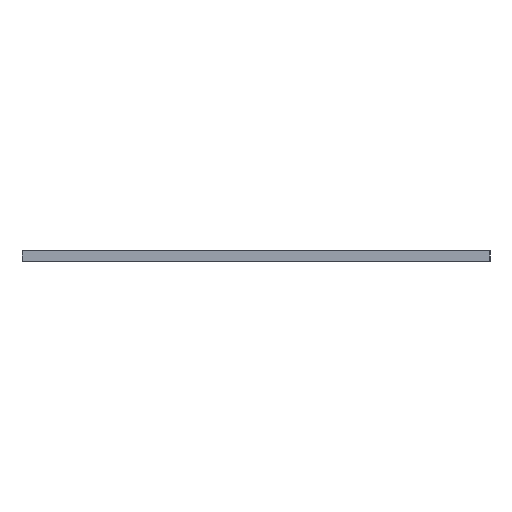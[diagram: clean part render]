
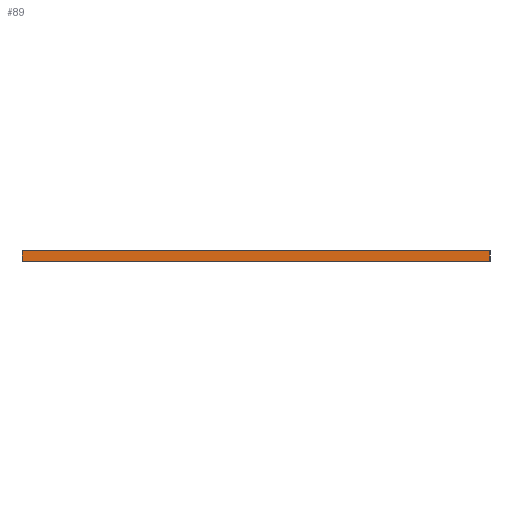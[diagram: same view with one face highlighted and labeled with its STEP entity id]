
A CAD part, left-side view. The second image highlights one B-rep face of the part: STEP entity #89.
In plain terms, the highlighted planar face has unit normal (-1, 0, 0).
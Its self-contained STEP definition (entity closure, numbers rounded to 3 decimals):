
#89 = ADVANCED_FACE( '', ( #230 ), #231, .F. );
#230 = FACE_OUTER_BOUND( '', #451, .T. );
#231 = PLANE( '', #452 );
#451 = EDGE_LOOP( '', ( #849, #850, #851, #852 ) );
#452 = AXIS2_PLACEMENT_3D( '', #853, #854, #855 );
#849 = ORIENTED_EDGE( '', *, *, #1334, .T. );
#850 = ORIENTED_EDGE( '', *, *, #1503, .F. );
#851 = ORIENTED_EDGE( '', *, *, #1419, .F. );
#852 = ORIENTED_EDGE( '', *, *, #1504, .T. );
#853 = CARTESIAN_POINT( '', ( -65., 45., 0. ) );
#854 = DIRECTION( '', ( 1., 0., 0. ) );
#855 = DIRECTION( '', ( 0., 1., 0. ) );
#1334 = EDGE_CURVE( '', #1576, #1577, #1578, .T. );
#1419 = EDGE_CURVE( '', #1743, #1744, #1745, .T. );
#1503 = EDGE_CURVE( '', #1744, #1577, #1903, .T. );
#1504 = EDGE_CURVE( '', #1743, #1576, #1904, .T. );
#1576 = VERTEX_POINT( '', #1978 );
#1577 = VERTEX_POINT( '', #1979 );
#1578 = LINE( '', #1980, #1981 );
#1743 = VERTEX_POINT( '', #2189 );
#1744 = VERTEX_POINT( '', #2190 );
#1745 = LINE( '', #2191, #2192 );
#1903 = LINE( '', #2394, #2395 );
#1904 = LINE( '', #2396, #2397 );
#1978 = CARTESIAN_POINT( '', ( -65., 45., -2. ) );
#1979 = CARTESIAN_POINT( '', ( -65., -45., -2. ) );
#1980 = CARTESIAN_POINT( '', ( -65., 45., -2. ) );
#1981 = VECTOR( '', #2528, 1000. );
#2189 = CARTESIAN_POINT( '', ( -65., 45., 0. ) );
#2190 = CARTESIAN_POINT( '', ( -65., -45., 0. ) );
#2191 = CARTESIAN_POINT( '', ( -65., 45., 0. ) );
#2192 = VECTOR( '', #2695, 1000. );
#2394 = CARTESIAN_POINT( '', ( -65., -45., 0. ) );
#2395 = VECTOR( '', #2857, 1000. );
#2396 = CARTESIAN_POINT( '', ( -65., 45., 0. ) );
#2397 = VECTOR( '', #2858, 1000. );
#2528 = DIRECTION( '', ( 0., -1., 0. ) );
#2695 = DIRECTION( '', ( 0., -1., 0. ) );
#2857 = DIRECTION( '', ( 0., 0., -1. ) );
#2858 = DIRECTION( '', ( 0., 0., -1. ) );
